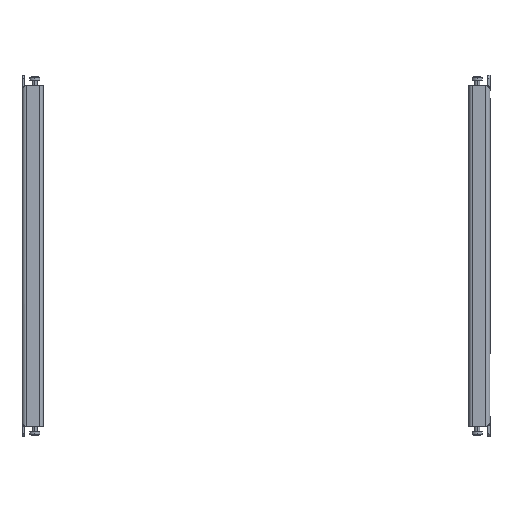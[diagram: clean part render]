
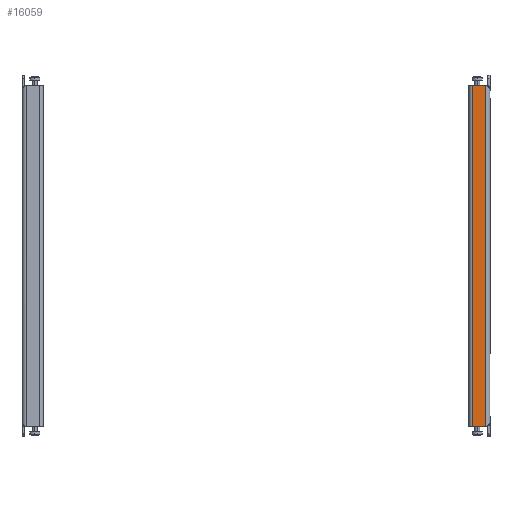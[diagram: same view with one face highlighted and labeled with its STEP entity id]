
A CAD part, front view. The second image highlights one B-rep face of the part: STEP entity #16059.
In plain terms, the highlighted planar face has unit normal (0, -1, 0).
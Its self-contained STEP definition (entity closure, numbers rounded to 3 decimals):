
#141 = VECTOR ( 'NONE', #16775, 1000. ) ;
#335 = PLANE ( 'NONE',  #10764 ) ;
#468 = EDGE_CURVE ( 'NONE', #7007, #8830, #4806, .T. ) ;
#1280 = VECTOR ( 'NONE', #1499, 1000. ) ;
#1499 = DIRECTION ( 'NONE',  ( 1., 0., 0. ) ) ;
#1763 = ORIENTED_EDGE ( 'NONE', *, *, #5579, .F. ) ;
#2736 = ORIENTED_EDGE ( 'NONE', *, *, #468, .T. ) ;
#2893 = ORIENTED_EDGE ( 'NONE', *, *, #8265, .F. ) ;
#3331 = CARTESIAN_POINT ( 'NONE',  ( 167.4, -49., -4. ) ) ;
#3533 = CARTESIAN_POINT ( 'NONE',  ( 167.4, -49., -4. ) ) ;
#3647 = EDGE_LOOP ( 'NONE', ( #2736, #1763, #2893, #6617 ) ) ;
#4806 = LINE ( 'NONE', #8765, #1280 ) ;
#5579 = EDGE_CURVE ( 'NONE', #5769, #8830, #6326, .T. ) ;
#5769 = VERTEX_POINT ( 'NONE', #3331 ) ;
#5909 = VECTOR ( 'NONE', #13660, 1000. ) ;
#6090 = DIRECTION ( 'NONE',  ( 0., 0., 1. ) ) ;
#6326 = LINE ( 'NONE', #3533, #141 ) ;
#6610 = VERTEX_POINT ( 'NONE', #10659 ) ;
#6617 = ORIENTED_EDGE ( 'NONE', *, *, #16395, .T. ) ;
#7007 = VERTEX_POINT ( 'NONE', #10266 ) ;
#8265 = EDGE_CURVE ( 'NONE', #6610, #5769, #12180, .T. ) ;
#8354 = LINE ( 'NONE', #17166, #19581 ) ;
#8765 = CARTESIAN_POINT ( 'NONE',  ( -167.4, -49., -17. ) ) ;
#8830 = VERTEX_POINT ( 'NONE', #11673 ) ;
#10266 = CARTESIAN_POINT ( 'NONE',  ( -167.4, -49., -17. ) ) ;
#10659 = CARTESIAN_POINT ( 'NONE',  ( -167.4, -49., -4. ) ) ;
#10764 = AXIS2_PLACEMENT_3D ( 'NONE', #21316, #19476, #6090 ) ;
#11673 = CARTESIAN_POINT ( 'NONE',  ( 167.4, -49., -17. ) ) ;
#12180 = LINE ( 'NONE', #23019, #5909 ) ;
#13660 = DIRECTION ( 'NONE',  ( 1., 0., 0. ) ) ;
#14625 = FACE_OUTER_BOUND ( 'NONE', #3647, .T. ) ;
#16059 = ADVANCED_FACE ( 'NONE', ( #14625 ), #335, .F. ) ;
#16395 = EDGE_CURVE ( 'NONE', #6610, #7007, #8354, .T. ) ;
#16775 = DIRECTION ( 'NONE',  ( 0., 0., -1. ) ) ;
#17166 = CARTESIAN_POINT ( 'NONE',  ( -167.4, -49., -4. ) ) ;
#19476 = DIRECTION ( 'NONE',  ( 0., 1., 0. ) ) ;
#19581 = VECTOR ( 'NONE', #24133, 1000. ) ;
#21316 = CARTESIAN_POINT ( 'NONE',  ( 0., -49., 0. ) ) ;
#23019 = CARTESIAN_POINT ( 'NONE',  ( 163.4, -49., -4. ) ) ;
#24133 = DIRECTION ( 'NONE',  ( 0., 0., -1. ) ) ;
